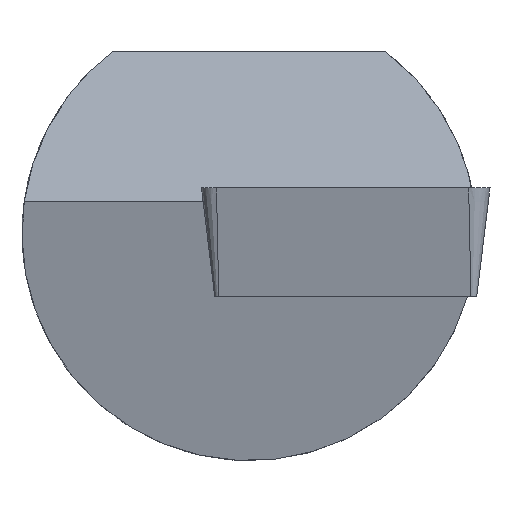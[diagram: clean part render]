
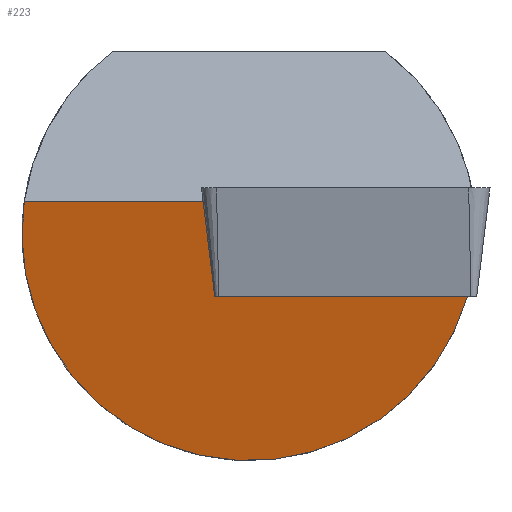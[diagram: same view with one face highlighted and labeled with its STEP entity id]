
A CAD part, left-side view. The second image highlights one B-rep face of the part: STEP entity #223.
In plain terms, the highlighted planar face has unit normal (-0.978, 0.172, -0.122).
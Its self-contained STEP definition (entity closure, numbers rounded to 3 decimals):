
#25=ELLIPSE('',#539,5.115,5.);
#203=PLANE('',#546);
#223=ADVANCED_FACE('',(#247),#203,.F.);
#247=FACE_OUTER_BOUND('',#267,.T.);
#267=EDGE_LOOP('',(#411,#412,#413,#414));
#296=LINE('',#750,#327);
#297=LINE('',#753,#328);
#298=LINE('',#755,#329);
#327=VECTOR('',#633,1.);
#328=VECTOR('',#638,1.);
#329=VECTOR('',#639,1.);
#411=ORIENTED_EDGE('',*,*,#500,.F.);
#412=ORIENTED_EDGE('',*,*,#501,.T.);
#413=ORIENTED_EDGE('',*,*,#499,.F.);
#414=ORIENTED_EDGE('',*,*,#489,.F.);
#449=VERTEX_POINT('',#731);
#450=VERTEX_POINT('',#733);
#455=VERTEX_POINT('',#747);
#456=VERTEX_POINT('',#754);
#489=EDGE_CURVE('',#449,#450,#25,.T.);
#499=EDGE_CURVE('',#450,#455,#296,.T.);
#500=EDGE_CURVE('',#456,#449,#297,.T.);
#501=EDGE_CURVE('',#456,#455,#298,.T.);
#539=AXIS2_PLACEMENT_3D('',#732,#616,#617);
#546=AXIS2_PLACEMENT_3D('',#756,#640,#641);
#616=DIRECTION('',(0.977,-0.172,0.122));
#617=DIRECTION('',(-0.211,-0.798,0.564));
#633=DIRECTION('',(-0.174,-0.985,0.));
#638=DIRECTION('',(-0.174,-0.985,0.));
#639=DIRECTION('',(-0.102,0.121,0.987));
#640=DIRECTION('',(0.977,-0.172,0.122));
#641=DIRECTION('',(0.174,0.985,0.));
#731=CARTESIAN_POINT('',(0.409,-4.806,-1.38));
#732=CARTESIAN_POINT('',(1.084,0.,0.));
#733=CARTESIAN_POINT('',(1.87,4.951,0.7));
#747=CARTESIAN_POINT('',(1.175,1.013,0.7));
#750=CARTESIAN_POINT('',(9.438,47.875,0.7));
#753=CARTESIAN_POINT('',(3.672,13.7,-1.38));
#754=CARTESIAN_POINT('',(1.39,0.758,-1.38));
#755=CARTESIAN_POINT('',(1.254,0.92,-0.06));
#756=CARTESIAN_POINT('',(3.672,13.7,-1.38));
